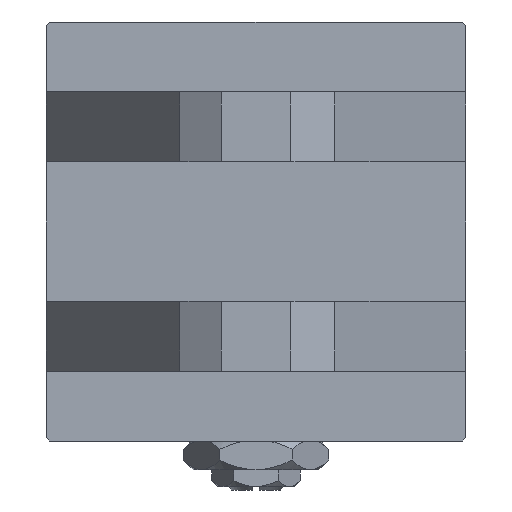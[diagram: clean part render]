
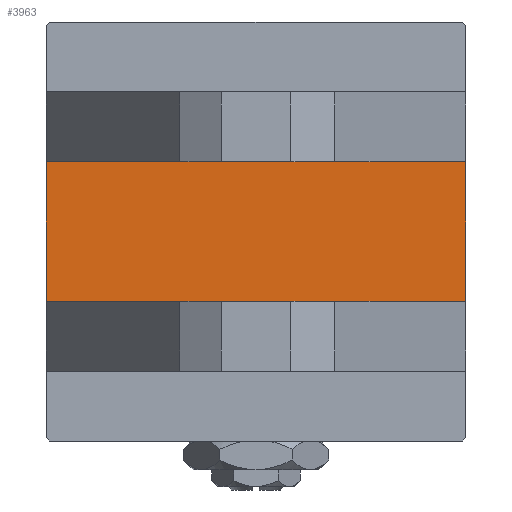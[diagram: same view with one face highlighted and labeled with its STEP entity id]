
A CAD part, left-side view. The second image highlights one B-rep face of the part: STEP entity #3963.
In plain terms, the highlighted planar face has unit normal (-1, 0, 0).
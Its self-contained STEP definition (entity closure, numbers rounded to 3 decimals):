
#993 = VERTEX_POINT ( 'NONE', #22702 ) ;
#1277 = VECTOR ( 'NONE', #9883, 1000. ) ;
#3963 = ADVANCED_FACE ( 'NONE', ( #46888 ), #47145, .T. ) ;
#5452 = LINE ( 'NONE', #6215, #1277 ) ;
#6215 = CARTESIAN_POINT ( 'NONE',  ( 0., 30., 30. ) ) ;
#6950 = EDGE_LOOP ( 'NONE', ( #34431, #38923, #40751, #39923 ) ) ;
#7613 = DIRECTION ( 'NONE',  ( 0., 0., 1. ) ) ;
#9883 = DIRECTION ( 'NONE',  ( 0., -1., 0. ) ) ;
#10285 = CARTESIAN_POINT ( 'NONE',  ( 0., -10., 30. ) ) ;
#15569 = VERTEX_POINT ( 'NONE', #23183 ) ;
#16541 = EDGE_CURVE ( 'NONE', #30752, #15569, #41694, .T. ) ;
#19939 = CARTESIAN_POINT ( 'NONE',  ( 0., 30., -30. ) ) ;
#20225 = CARTESIAN_POINT ( 'NONE',  ( 0., 10., 30. ) ) ;
#20728 = LINE ( 'NONE', #19939, #21856 ) ;
#21856 = VECTOR ( 'NONE', #28309, 1000. ) ;
#22702 = CARTESIAN_POINT ( 'NONE',  ( 0., 10., -30. ) ) ;
#23183 = CARTESIAN_POINT ( 'NONE',  ( 0., -10., -30. ) ) ;
#25979 = DIRECTION ( 'NONE',  ( 0., 0., -1. ) ) ;
#28309 = DIRECTION ( 'NONE',  ( 0., -1., 0. ) ) ;
#28522 = EDGE_CURVE ( 'NONE', #993, #15569, #20728, .T. ) ;
#29428 = AXIS2_PLACEMENT_3D ( 'NONE', #46634, #50811, #7613 ) ;
#30752 = VERTEX_POINT ( 'NONE', #33850 ) ;
#33850 = CARTESIAN_POINT ( 'NONE',  ( 0., -10., 30. ) ) ;
#33920 = VECTOR ( 'NONE', #36199, 1000. ) ;
#34431 = ORIENTED_EDGE ( 'NONE', *, *, #28522, .T. ) ;
#36199 = DIRECTION ( 'NONE',  ( 0., 0., -1. ) ) ;
#38923 = ORIENTED_EDGE ( 'NONE', *, *, #16541, .F. ) ;
#39923 = ORIENTED_EDGE ( 'NONE', *, *, #45573, .T. ) ;
#40751 = ORIENTED_EDGE ( 'NONE', *, *, #43959, .F. ) ;
#41694 = LINE ( 'NONE', #10285, #43923 ) ;
#43793 = LINE ( 'NONE', #20225, #33920 ) ;
#43923 = VECTOR ( 'NONE', #25979, 1000. ) ;
#43959 = EDGE_CURVE ( 'NONE', #46220, #30752, #5452, .T. ) ;
#45420 = CARTESIAN_POINT ( 'NONE',  ( 0., 10., 30. ) ) ;
#45573 = EDGE_CURVE ( 'NONE', #46220, #993, #43793, .T. ) ;
#46220 = VERTEX_POINT ( 'NONE', #45420 ) ;
#46634 = CARTESIAN_POINT ( 'NONE',  ( 0., 0., 0. ) ) ;
#46888 = FACE_OUTER_BOUND ( 'NONE', #6950, .T. ) ;
#47145 = PLANE ( 'NONE',  #29428 ) ;
#50811 = DIRECTION ( 'NONE',  ( -1., 0., 0. ) ) ;
